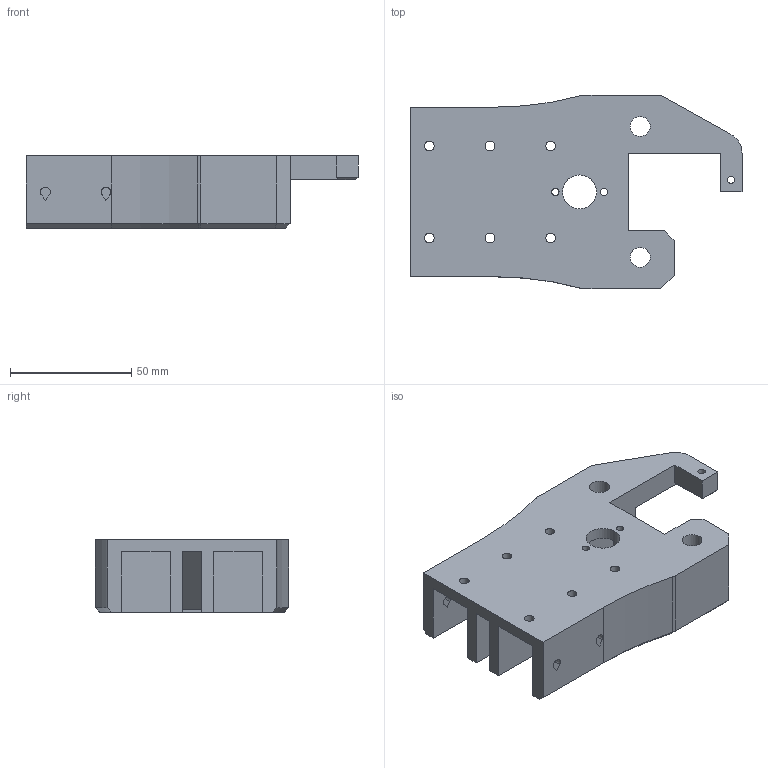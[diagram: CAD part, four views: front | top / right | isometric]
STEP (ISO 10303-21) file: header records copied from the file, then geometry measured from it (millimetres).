
FILE_DESCRIPTION(('FreeCAD Model'),'2;1');
FILE_NAME('Zcarriage_4S_2P.step','2015-08-05T15:23:24',('Author'),(''), 'Open CASCADE STEP processor 6.8','FreeCAD','Unknown');
FILE_SCHEMA(('AUTOMOTIVE_DESIGN_CC2 { 1 2 10303 214 -1 1 5 4 }'));
Length unit declared in the file: millimetre
Products named in the file (2): ASSEMBLY; Zcarriage
Assembly tree (1 placements, depth 2):
  ASSEMBLY
    Zcarriage
Bounding box: 137 x 80 x 30 mm (x, y, z)
Volume: 123731.3 mm3; surface area: 42243.1 mm2
Topology: 1 solids, 1 shells, 105 faces, 278 edges, 179 vertices
Faces by surface type: plane 77, cylinder 23, cone 5
Full cylindrical faces by diameter (mm): 3 x3, 4 x6, 8.2 x2, 14 x1, 15 x2
Entity records: 7247 total; most frequent: CARTESIAN_POINT 1611, DIRECTION 1030, LINE 678, VECTOR 678, ORIENTED_EDGE 556, PCURVE 556, DEFINITIONAL_REPRESENTATION 556, EDGE_CURVE 278
